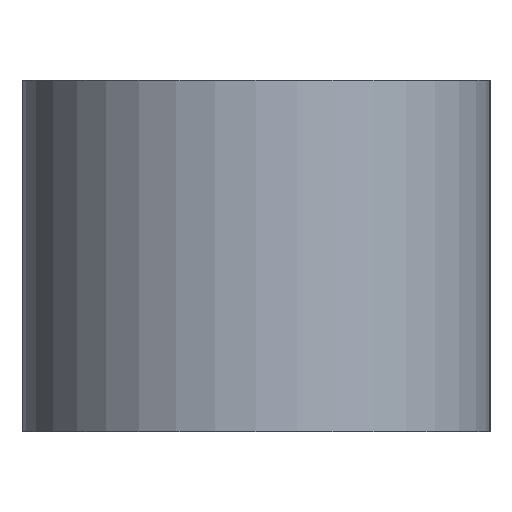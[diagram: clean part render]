
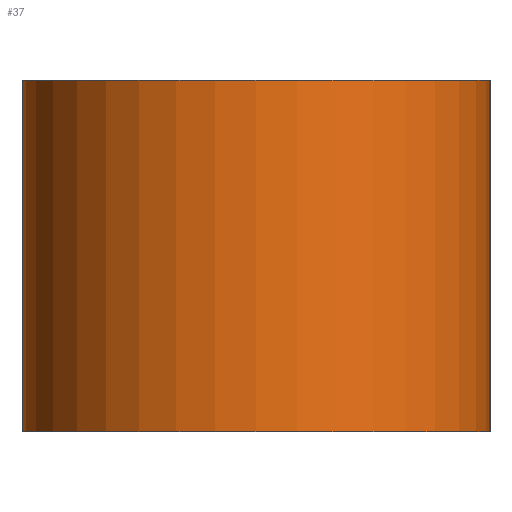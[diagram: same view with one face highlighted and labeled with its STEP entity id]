
A CAD part, left-side view. The second image highlights one B-rep face of the part: STEP entity #37.
In plain terms, the highlighted cylindrical face has radius 10 mm (diameter 20 mm), a partial arc.
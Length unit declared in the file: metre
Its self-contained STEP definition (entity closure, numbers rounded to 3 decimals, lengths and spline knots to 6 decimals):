
#37 = ADVANCED_FACE( '', ( #72 ), #73, .T. );
#72 = FACE_OUTER_BOUND( '', #103, .T. );
#73 = CYLINDRICAL_SURFACE( '', #104, 0.01 );
#103 = EDGE_LOOP( '', ( #143, #144, #145, #146 ) );
#104 = AXIS2_PLACEMENT_3D( '', #147, #148, #149 );
#143 = ORIENTED_EDGE( '', *, *, #187, .T. );
#144 = ORIENTED_EDGE( '', *, *, #188, .F. );
#145 = ORIENTED_EDGE( '', *, *, #181, .F. );
#146 = ORIENTED_EDGE( '', *, *, #185, .T. );
#147 = CARTESIAN_POINT( '', ( -0.0431, 0., 0.015 ) );
#148 = DIRECTION( '', ( 0., 0., 1. ) );
#149 = DIRECTION( '', ( -1., 0., 0. ) );
#181 = EDGE_CURVE( '', #206, #208, #209, .T. );
#185 = EDGE_CURVE( '', #206, #212, #214, .T. );
#187 = EDGE_CURVE( '', #212, #216, #217, .T. );
#188 = EDGE_CURVE( '', #208, #216, #218, .T. );
#206 = VERTEX_POINT( '', #239 );
#208 = VERTEX_POINT( '', #242 );
#209 = CIRCLE( '', #243, 0.01 );
#212 = VERTEX_POINT( '', #247 );
#214 = LINE( '', #250, #251 );
#216 = VERTEX_POINT( '', #253 );
#217 = CIRCLE( '', #254, 0.01 );
#218 = LINE( '', #255, #256 );
#239 = CARTESIAN_POINT( '', ( -0.0431, 0.01, 0.015 ) );
#242 = CARTESIAN_POINT( '', ( -0.0431, -0.01, 0.015 ) );
#243 = AXIS2_PLACEMENT_3D( '', #276, #277, #278 );
#247 = CARTESIAN_POINT( '', ( -0.0431, 0.01, 0. ) );
#250 = CARTESIAN_POINT( '', ( -0.0431, 0.01, 0.015 ) );
#251 = VECTOR( '', #281, 1. );
#253 = CARTESIAN_POINT( '', ( -0.0431, -0.01, 0. ) );
#254 = AXIS2_PLACEMENT_3D( '', #282, #283, #284 );
#255 = CARTESIAN_POINT( '', ( -0.0431, -0.01, 0.015 ) );
#256 = VECTOR( '', #285, 1. );
#276 = CARTESIAN_POINT( '', ( -0.0431, 0., 0.015 ) );
#277 = DIRECTION( '', ( 0., 0., 1. ) );
#278 = DIRECTION( '', ( 1., 0., 0. ) );
#281 = DIRECTION( '', ( 0., 0., -1. ) );
#282 = CARTESIAN_POINT( '', ( -0.0431, 0., 0. ) );
#283 = DIRECTION( '', ( 0., 0., 1. ) );
#284 = DIRECTION( '', ( 1., 0., 0. ) );
#285 = DIRECTION( '', ( 0., 0., -1. ) );
